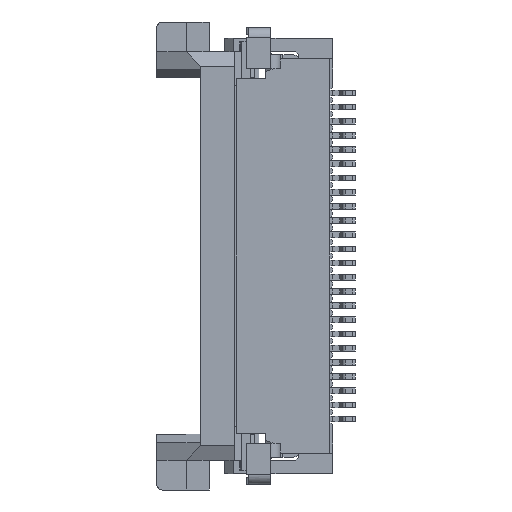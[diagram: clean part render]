
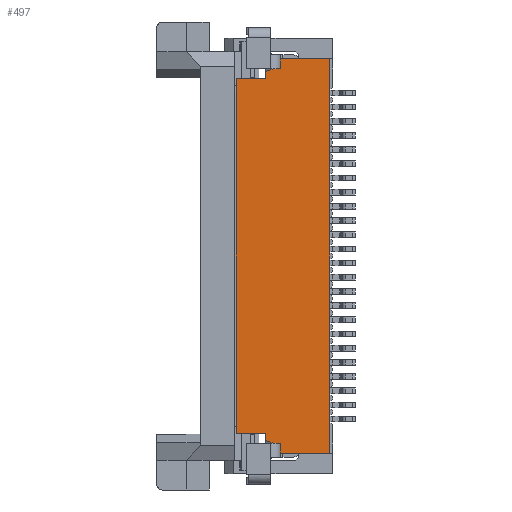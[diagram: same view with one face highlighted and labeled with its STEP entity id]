
A CAD part, left-side view. The second image highlights one B-rep face of the part: STEP entity #497.
In plain terms, the highlighted planar face has unit normal (-1, 0, 0).
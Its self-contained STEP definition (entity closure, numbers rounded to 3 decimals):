
#497=ADVANCED_FACE('',(#1871),#1872,.F.);
#1871=FACE_OUTER_BOUND('',#3737,.T.);
#1872=PLANE('',#3738);
#3737=EDGE_LOOP('',(#8623,#8624,#8625,#8626,#8627,#8628,#8629,#8630,#8631,#8632,#8633,#8634,#8635,#8636,#8637,#8638));
#3738=AXIS2_PLACEMENT_3D('',#8639,#8640,#8641);
#8623=ORIENTED_EDGE('',*,*,#12756,.F.);
#8624=ORIENTED_EDGE('',*,*,#12374,.F.);
#8625=ORIENTED_EDGE('',*,*,#12401,.F.);
#8626=ORIENTED_EDGE('',*,*,#13460,.F.);
#8627=ORIENTED_EDGE('',*,*,#12509,.F.);
#8628=ORIENTED_EDGE('',*,*,#13152,.F.);
#8629=ORIENTED_EDGE('',*,*,#13302,.F.);
#8630=ORIENTED_EDGE('',*,*,#12550,.T.);
#8631=ORIENTED_EDGE('',*,*,#13676,.T.);
#8632=ORIENTED_EDGE('',*,*,#13677,.F.);
#8633=ORIENTED_EDGE('',*,*,#13311,.T.);
#8634=ORIENTED_EDGE('',*,*,#13516,.T.);
#8635=ORIENTED_EDGE('',*,*,#13512,.T.);
#8636=ORIENTED_EDGE('',*,*,#13530,.T.);
#8637=ORIENTED_EDGE('',*,*,#13678,.T.);
#8638=ORIENTED_EDGE('',*,*,#13679,.T.);
#8639=CARTESIAN_POINT('',(-0.35,-21.4,-30.15));
#8640=DIRECTION('',(1.0,0.0,0.0));
#8641=DIRECTION('',(0.0,-1.0,0.0));
#12374=EDGE_CURVE('',#15033,#15036,#15037,.T.);
#12401=EDGE_CURVE('',#15085,#15033,#15087,.T.);
#12509=EDGE_CURVE('',#15282,#15278,#15284,.T.);
#12550=EDGE_CURVE('',#15364,#15362,#15365,.T.);
#12756=EDGE_CURVE('',#15036,#15719,#15720,.T.);
#13152=EDGE_CURVE('',#16427,#15282,#16429,.T.);
#13302=EDGE_CURVE('',#15364,#16427,#16661,.T.);
#13311=EDGE_CURVE('',#16676,#16674,#16677,.T.);
#13460=EDGE_CURVE('',#15278,#15085,#16871,.T.);
#13512=EDGE_CURVE('',#16948,#16946,#16949,.T.);
#13516=EDGE_CURVE('',#16674,#16948,#16953,.T.);
#13530=EDGE_CURVE('',#16946,#16971,#16973,.T.);
#13676=EDGE_CURVE('',#15362,#17221,#17222,.T.);
#13677=EDGE_CURVE('',#16676,#17221,#17223,.T.);
#13678=EDGE_CURVE('',#16971,#17224,#17225,.T.);
#13679=EDGE_CURVE('',#17224,#15719,#17226,.T.);
#15033=VERTEX_POINT('',#19363);
#15036=VERTEX_POINT('',#19367);
#15037=LINE('',#19368,#19369);
#15085=VERTEX_POINT('',#19439);
#15087=LINE('',#19442,#19443);
#15278=VERTEX_POINT('',#19726);
#15282=VERTEX_POINT('',#19732);
#15284=LINE('',#19735,#19736);
#15362=VERTEX_POINT('',#19851);
#15364=VERTEX_POINT('',#19854);
#15365=LINE('',#19855,#19856);
#15719=VERTEX_POINT('',#20428);
#15720=LINE('',#20429,#20430);
#16427=VERTEX_POINT('',#21499);
#16429=LINE('',#21502,#21503);
#16661=LINE('',#22038,#22039);
#16674=VERTEX_POINT('',#22059);
#16676=VERTEX_POINT('',#22062);
#16677=LINE('',#22063,#22064);
#16871=LINE('',#22505,#22506);
#16946=VERTEX_POINT('',#22849);
#16948=VERTEX_POINT('',#22851);
#16949=LINE('',#22852,#22853);
#16953=LINE('',#22860,#22861);
#16971=VERTEX_POINT('',#22891);
#16973=LINE('',#22894,#22895);
#17221=VERTEX_POINT('',#23280);
#17222=LINE('',#23281,#23282);
#17223=LINE('',#23283,#23284);
#17224=VERTEX_POINT('',#23285);
#17225=LINE('',#23286,#23287);
#17226=LINE('',#23288,#23289);
#19363=CARTESIAN_POINT('',(-0.35,-19.55,-13.525));
#19367=CARTESIAN_POINT('',(-0.35,-21.3,-13.525));
#19368=CARTESIAN_POINT('',(-0.35,-21.4,-13.525));
#19369=VECTOR('',#25763,1.0);
#19439=CARTESIAN_POINT('',(-0.35,-19.55,-13.875));
#19442=CARTESIAN_POINT('',(-0.35,-19.55,-12.8));
#19443=VECTOR('',#25796,1.0);
#19726=CARTESIAN_POINT('',(-0.35,-19.487,-13.875));
#19732=CARTESIAN_POINT('',(-0.35,-19.3,-13.875));
#19735=CARTESIAN_POINT('',(-0.35,-18.45,-13.875));
#19736=VECTOR('',#25928,1.0);
#19851=CARTESIAN_POINT('',(-0.35,-18.0,-14.225));
#19854=CARTESIAN_POINT('',(-0.35,-19.05,-14.225));
#19855=CARTESIAN_POINT('',(-0.35,-21.4,-14.225));
#19856=VECTOR('',#25973,1.0);
#20428=CARTESIAN_POINT('',(-0.35,-21.3,-27.425));
#20429=CARTESIAN_POINT('',(-0.35,-21.3,-30.615));
#20430=VECTOR('',#26234,1.0);
#21499=CARTESIAN_POINT('',(-0.35,-19.05,-13.975));
#21502=CARTESIAN_POINT('',(-0.35,-21.4,-13.035));
#21503=VECTOR('',#26694,1.0);
#22038=CARTESIAN_POINT('',(-0.35,-19.05,-12.8));
#22039=VECTOR('',#26880,1.0);
#22059=CARTESIAN_POINT('',(-0.35,-19.05,-26.975));
#22062=CARTESIAN_POINT('',(-0.35,-19.05,-26.725));
#22063=CARTESIAN_POINT('',(-0.35,-19.05,-28.15));
#22064=VECTOR('',#26889,1.0);
#22505=CARTESIAN_POINT('',(-0.35,-21.4,-13.875));
#22506=VECTOR('',#27095,1.0);
#22849=CARTESIAN_POINT('',(-0.35,-19.487,-27.075));
#22851=CARTESIAN_POINT('',(-0.35,-19.3,-27.075));
#22852=CARTESIAN_POINT('',(-0.35,-18.45,-27.075));
#22853=VECTOR('',#27150,1.0);
#22860=CARTESIAN_POINT('',(-0.35,-21.4,-27.915));
#22861=VECTOR('',#27154,1.0);
#22891=CARTESIAN_POINT('',(-0.35,-19.55,-27.075));
#22894=CARTESIAN_POINT('',(-0.35,-21.4,-27.075));
#22895=VECTOR('',#27168,1.0);
#23280=CARTESIAN_POINT('',(-0.35,-18.0,-26.725));
#23281=CARTESIAN_POINT('',(-0.35,-18.0,-27.335));
#23282=VECTOR('',#27330,1.0);
#23283=CARTESIAN_POINT('',(-0.35,-21.4,-26.725));
#23284=VECTOR('',#27331,1.0);
#23285=CARTESIAN_POINT('',(-0.35,-19.55,-27.425));
#23286=CARTESIAN_POINT('',(-0.35,-19.55,-28.15));
#23287=VECTOR('',#27332,1.0);
#23288=CARTESIAN_POINT('',(-0.35,-21.4,-27.425));
#23289=VECTOR('',#27333,1.0);
#25763=DIRECTION('',(0.0,-1.0,0.0));
#25796=DIRECTION('',(0.0,0.0,1.0));
#25928=DIRECTION('',(0.0,-1.0,0.0));
#25973=DIRECTION('',(0.0,1.0,0.0));
#26234=DIRECTION('',(-0.0,0.0,-1.0));
#26694=DIRECTION('',(0.,-0.928,0.371));
#26880=DIRECTION('',(0.0,0.0,1.0));
#26889=DIRECTION('',(-0.0,0.0,-1.0));
#27095=DIRECTION('',(0.0,-1.0,0.0));
#27150=DIRECTION('',(0.0,-1.0,0.0));
#27154=DIRECTION('',(0.,-0.928,-0.371));
#27168=DIRECTION('',(0.0,-1.0,0.0));
#27330=DIRECTION('',(-0.0,0.0,-1.0));
#27331=DIRECTION('',(0.0,1.0,0.0));
#27332=DIRECTION('',(-0.0,0.0,-1.0));
#27333=DIRECTION('',(0.0,-1.0,0.0));
